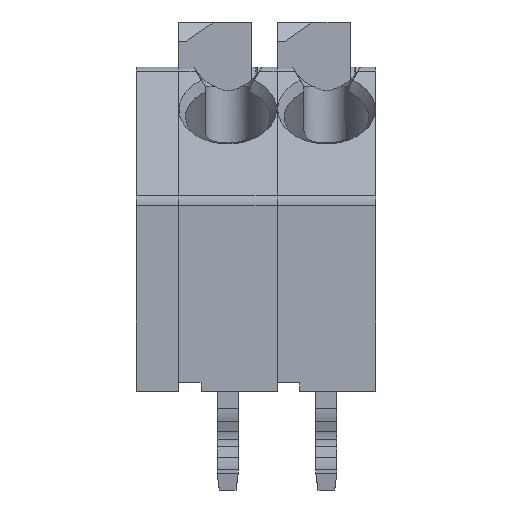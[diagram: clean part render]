
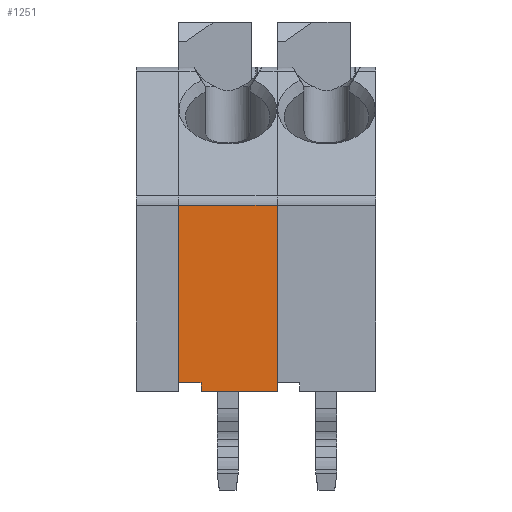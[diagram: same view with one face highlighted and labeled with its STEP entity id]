
A CAD part, front view. The second image highlights one B-rep face of the part: STEP entity #1251.
In plain terms, the highlighted planar face has unit normal (0, -1, 0).
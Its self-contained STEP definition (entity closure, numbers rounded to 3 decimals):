
#1251=ADVANCED_FACE('',(#2549),#2550,.T.);
#2549=FACE_OUTER_BOUND('',#3926,.T.);
#2550=PLANE('',#3927);
#3926=EDGE_LOOP('',(#7306,#7307,#7308,#7309,#7310,#7311));
#3927=AXIS2_PLACEMENT_3D('',#7312,#7313,#7314);
#7306=ORIENTED_EDGE('',*,*,#9555,.T.);
#7307=ORIENTED_EDGE('',*,*,#9556,.F.);
#7308=ORIENTED_EDGE('',*,*,#9550,.T.);
#7309=ORIENTED_EDGE('',*,*,#9557,.F.);
#7310=ORIENTED_EDGE('',*,*,#9558,.F.);
#7311=ORIENTED_EDGE('',*,*,#9559,.T.);
#7312=CARTESIAN_POINT('',(1.43,0.0,0.0));
#7313=DIRECTION('',(0.0,-1.0,0.0));
#7314=DIRECTION('',(0.0,0.0,1.0));
#9550=EDGE_CURVE('',#11729,#11734,#11736,.T.);
#9555=EDGE_CURVE('',#11742,#11743,#11744,.T.);
#9556=EDGE_CURVE('',#11729,#11743,#11745,.T.);
#9557=EDGE_CURVE('',#11746,#11734,#11747,.T.);
#9558=EDGE_CURVE('',#11748,#11746,#11749,.T.);
#9559=EDGE_CURVE('',#11748,#11742,#11750,.T.);
#11729=VERTEX_POINT('',#14941);
#11734=VERTEX_POINT('',#14949);
#11736=LINE('',#14952,#14953);
#11742=VERTEX_POINT('',#14961);
#11743=VERTEX_POINT('',#14962);
#11744=LINE('',#14963,#14964);
#11745=LINE('',#14965,#14966);
#11746=VERTEX_POINT('',#14967);
#11747=LINE('',#14968,#14969);
#11748=VERTEX_POINT('',#14970);
#11749=LINE('',#14971,#14972);
#11750=LINE('',#14973,#14974);
#14941=CARTESIAN_POINT('',(0.,0.0,0.3));
#14949=CARTESIAN_POINT('',(0.8,0.0,0.3));
#14952=CARTESIAN_POINT('',(1.43,0.0,0.3));
#14953=VECTOR('',#17294,1.0);
#14961=CARTESIAN_POINT('',(3.5,0.0,6.593));
#14962=CARTESIAN_POINT('',(0.,0.0,6.593));
#14963=CARTESIAN_POINT('',(1.43,0.0,6.593));
#14964=VECTOR('',#17297,1.0);
#14965=CARTESIAN_POINT('',(0.,0.0,0.0));
#14966=VECTOR('',#17298,1.0);
#14967=CARTESIAN_POINT('',(0.8,0.0,0.0));
#14968=CARTESIAN_POINT('',(0.8,0.0,0.0));
#14969=VECTOR('',#17299,1.0);
#14970=CARTESIAN_POINT('',(3.5,0.0,0.0));
#14971=CARTESIAN_POINT('',(1.43,0.0,0.0));
#14972=VECTOR('',#17300,1.0);
#14973=CARTESIAN_POINT('',(3.5,0.0,0.0));
#14974=VECTOR('',#17301,1.0);
#17294=DIRECTION('',(1.0,0.0,0.0));
#17297=DIRECTION('',(-1.0,0.0,0.0));
#17298=DIRECTION('',(0.0,0.0,1.0));
#17299=DIRECTION('',(0.0,0.0,1.0));
#17300=DIRECTION('',(-1.0,0.0,0.0));
#17301=DIRECTION('',(0.0,0.0,1.0));
